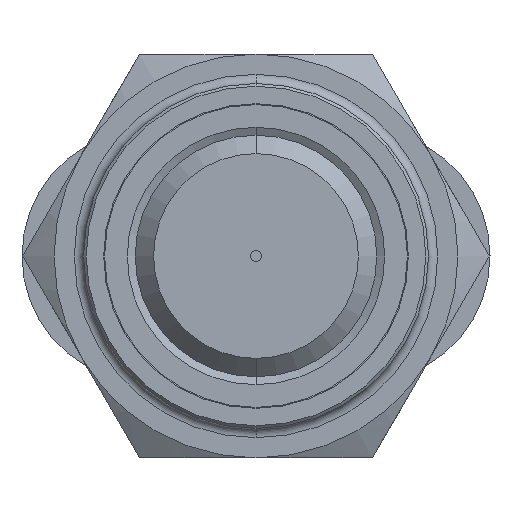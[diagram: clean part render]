
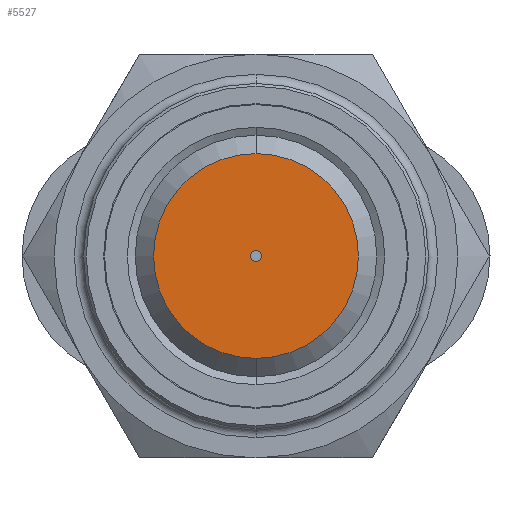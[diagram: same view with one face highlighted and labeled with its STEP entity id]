
A CAD part, front view. The second image highlights one B-rep face of the part: STEP entity #5527.
In plain terms, the highlighted planar face has unit normal (0, -1, 0).
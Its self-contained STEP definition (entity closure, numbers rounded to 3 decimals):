
#15 = VERTEX_POINT ( 'NONE', #2042 ) ;
#80 = VERTEX_POINT ( 'NONE', #1019 ) ;
#90 = VERTEX_POINT ( 'NONE', #1070 ) ;
#231 = EDGE_CURVE ( 'NONE', #15, #6372, #5007, .T. ) ;
#233 = EDGE_CURVE ( 'NONE', #90, #80, #4963, .T. ) ;
#246 = EDGE_CURVE ( 'NONE', #6372, #15, #4881, .T. ) ;
#250 = EDGE_CURVE ( 'NONE', #80, #90, #4851, .T. ) ;
#1019 = CARTESIAN_POINT ( 'NONE',  ( 0., 0., 0.3 ) ) ;
#1070 = CARTESIAN_POINT ( 'NONE',  ( 0., 0., -0.3 ) ) ;
#2042 = CARTESIAN_POINT ( 'NONE',  ( 0., 0., 5.58 ) ) ;
#3854 = FACE_BOUND ( 'NONE', #4573, .T. ) ;
#3859 = FACE_OUTER_BOUND ( 'NONE', #4563, .T. ) ;
#3862 = PLANE ( 'NONE',  #4744 ) ;
#3871 = CARTESIAN_POINT ( 'NONE',  ( 0., 0., 0. ) ) ;
#3872 = DIRECTION ( 'NONE',  ( 0., -1., 0. ) ) ;
#3873 = DIRECTION ( 'NONE',  ( 0., 0., -1. ) ) ;
#4092 = ORIENTED_EDGE ( 'NONE', *, *, #250, .F. ) ;
#4285 = ORIENTED_EDGE ( 'NONE', *, *, #233, .F. ) ;
#4302 = ORIENTED_EDGE ( 'NONE', *, *, #246, .T. ) ;
#4563 = EDGE_LOOP ( 'NONE', ( #4579, #4302 ) ) ;
#4573 = EDGE_LOOP ( 'NONE', ( #4285, #4092 ) ) ;
#4579 = ORIENTED_EDGE ( 'NONE', *, *, #231, .T. ) ;
#4744 = AXIS2_PLACEMENT_3D ( 'NONE', #3871, #3872, #3873 ) ;
#4837 = AXIS2_PLACEMENT_3D ( 'NONE', #6136, #6137, #6138 ) ;
#4851 = CIRCLE ( 'NONE', #5049, 0.3 ) ;
#4852 = AXIS2_PLACEMENT_3D ( 'NONE', #6144, #6145, #6146 ) ;
#4881 = CIRCLE ( 'NONE', #4899, 5.58 ) ;
#4899 = AXIS2_PLACEMENT_3D ( 'NONE', #6225, #6227, #6229 ) ;
#4963 = CIRCLE ( 'NONE', #4852, 0.3 ) ;
#5007 = CIRCLE ( 'NONE', #4837, 5.58 ) ;
#5049 = AXIS2_PLACEMENT_3D ( 'NONE', #6248, #6249, #6251 ) ;
#5527 = ADVANCED_FACE ( 'NONE', ( #3854, #3859 ), #3862, .T. ) ;
#6136 = CARTESIAN_POINT ( 'NONE',  ( 0., 0., 0. ) ) ;
#6137 = DIRECTION ( 'NONE',  ( 0., -1., 0. ) ) ;
#6138 = DIRECTION ( 'NONE',  ( 0., 0., -1. ) ) ;
#6144 = CARTESIAN_POINT ( 'NONE',  ( 0., 0., 0. ) ) ;
#6145 = DIRECTION ( 'NONE',  ( 0., -1., 0. ) ) ;
#6146 = DIRECTION ( 'NONE',  ( 0., 0., -1. ) ) ;
#6225 = CARTESIAN_POINT ( 'NONE',  ( 0., 0., 0. ) ) ;
#6227 = DIRECTION ( 'NONE',  ( 0., -1., 0. ) ) ;
#6229 = DIRECTION ( 'NONE',  ( 0., 0., -1. ) ) ;
#6248 = CARTESIAN_POINT ( 'NONE',  ( 0., 0., 0. ) ) ;
#6249 = DIRECTION ( 'NONE',  ( 0., -1., 0. ) ) ;
#6251 = DIRECTION ( 'NONE',  ( 0., 0., -1. ) ) ;
#6372 = VERTEX_POINT ( 'NONE', #8740 ) ;
#8740 = CARTESIAN_POINT ( 'NONE',  ( 0., 0., -5.58 ) ) ;
